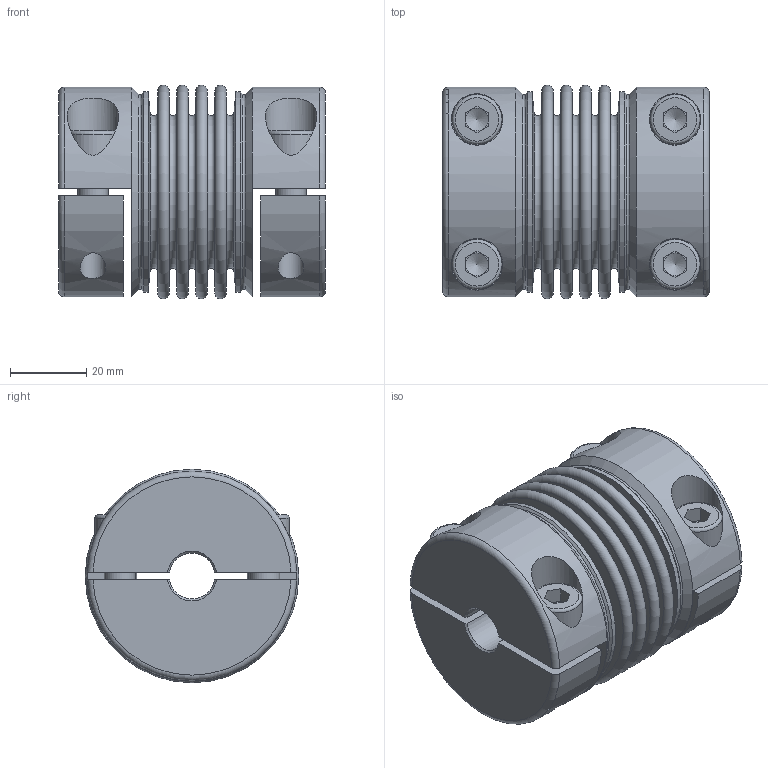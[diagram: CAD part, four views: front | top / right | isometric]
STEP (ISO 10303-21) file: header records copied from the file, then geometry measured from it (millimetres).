
FILE_DESCRIPTION( ( 'Unknown' ), '1' );
FILE_NAME( 'KGH-VA 50 - 4W.stp', 'Unknown', ( 'Unknown' ), ( 'Unknown' ), 'PSStep 10.1', 'Unknown', ' ' );
FILE_SCHEMA( ( 'AUTOMOTIVE_DESIGN { 1 0 10303 214 1 1 1 1 }' ) );
Length unit declared in the file: millimetre
Products named in the file (1): kt102323
Bounding box: 69.95 x 56 x 56 mm (x, y, z)
Volume: 91978.8 mm3; surface area: 55852.5 mm2
Topology: 1 solids, 1 shells, 184 faces, 407 edges, 261 vertices
Faces by surface type: plane 100, cylinder 32, torus 32, cone 20
Full cylindrical faces by diameter (mm): 6.8 x4, 8 x4, 8.6 x4, 13 x4, 13.5 x4, 51.5 x2, 52.5 x2, 55 x2
Entity records: 6792 total; most frequent: CARTESIAN_POINT 1563, DIRECTION 802, ORIENTED_EDGE 636, AXIS2_PLACEMENT_3D 335, EDGE_CURVE 318, EDGE_LOOP 290, VERTEX_POINT 240, FACE_OUTER_BOUND 236
